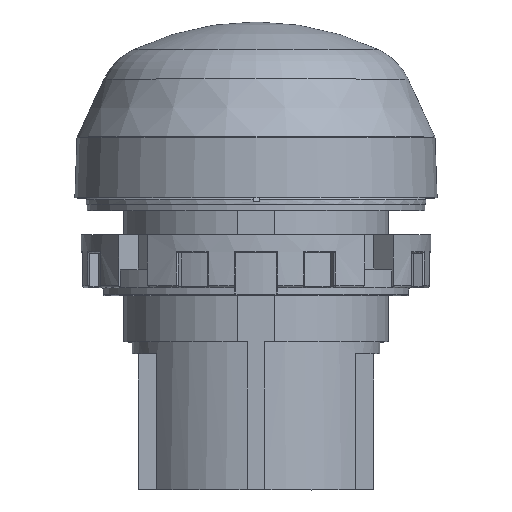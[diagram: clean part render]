
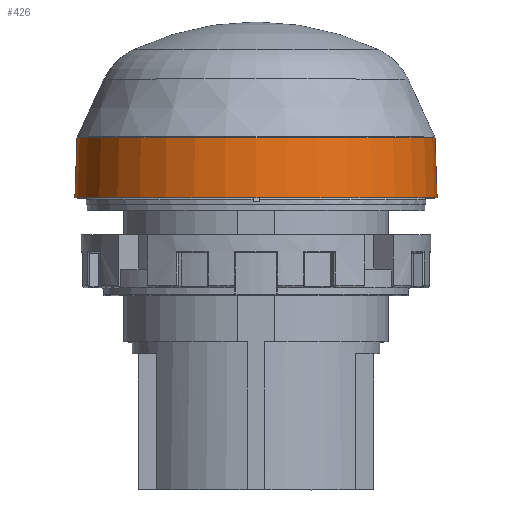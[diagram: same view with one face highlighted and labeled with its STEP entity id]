
A CAD part, top view. The second image highlights one B-rep face of the part: STEP entity #426.
In plain terms, the highlighted conical face has half-angle 2.005 degrees and reference radius 14.839 mm.
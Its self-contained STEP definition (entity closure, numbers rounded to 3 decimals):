
#426 = ADVANCED_FACE( '', ( #1151, #1152 ), #1153, .T. );
#1151 = FACE_OUTER_BOUND( '', #2286, .T. );
#1152 = FACE_BOUND( '', #2287, .T. );
#1153 = CONICAL_SURFACE( '', #2288, 14.839, 0.035 );
#2286 = EDGE_LOOP( '', ( #3987 ) );
#2287 = EDGE_LOOP( '', ( #3988 ) );
#2288 = AXIS2_PLACEMENT_3D( '', #3989, #3990, #3991 );
#3987 = ORIENTED_EDGE( '', *, *, #6943, .T. );
#3988 = ORIENTED_EDGE( '', *, *, #6944, .F. );
#3989 = CARTESIAN_POINT( '', ( 0., 24.368, 0. ) );
#3990 = DIRECTION( '', ( 0., -1., 0. ) );
#3991 = DIRECTION( '', ( 1., 0., 0. ) );
#6943 = EDGE_CURVE( '', #8281, #8281, #8282, .F. );
#6944 = EDGE_CURVE( '', #8283, #8283, #8284, .T. );
#8281 = VERTEX_POINT( '', #10378 );
#8282 = CIRCLE( '', #10379, 14.925 );
#8283 = VERTEX_POINT( '', #10380 );
#8284 = CIRCLE( '', #10381, 14.752 );
#10378 = CARTESIAN_POINT( '', ( 0., 21.898, 14.925 ) );
#10379 = AXIS2_PLACEMENT_3D( '', #13241, #13242, #13243 );
#10380 = CARTESIAN_POINT( '', ( 14.752, 26.838, 0. ) );
#10381 = AXIS2_PLACEMENT_3D( '', #13244, #13245, #13246 );
#13241 = CARTESIAN_POINT( '', ( 0., 21.898, 0. ) );
#13242 = DIRECTION( '', ( 0., -1., 0. ) );
#13243 = DIRECTION( '', ( 0., 0., 1. ) );
#13244 = CARTESIAN_POINT( '', ( 0., 26.838, 0. ) );
#13245 = DIRECTION( '', ( 0., 1., 0. ) );
#13246 = DIRECTION( '', ( 1., 0., 0. ) );
